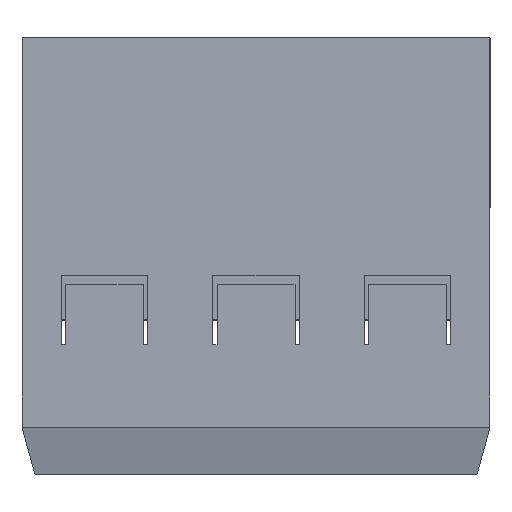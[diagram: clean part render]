
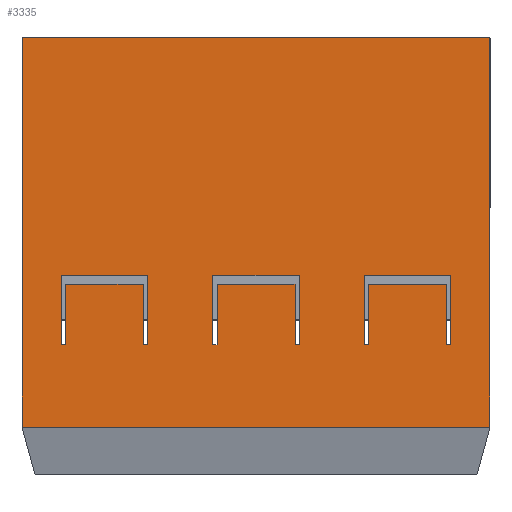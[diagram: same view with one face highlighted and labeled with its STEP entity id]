
A CAD part, top view. The second image highlights one B-rep face of the part: STEP entity #3335.
In plain terms, the highlighted face is planar.
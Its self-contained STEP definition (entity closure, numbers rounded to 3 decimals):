
#112=CARTESIAN_POINT('',(0.0,29.,-26.));
#113=VERTEX_POINT('',#112);
#114=CARTESIAN_POINT('',(0.0,43.,-26.));
#115=VERTEX_POINT('',#114);
#116=CARTESIAN_POINT('',(0.0,29.,-26.));
#117=DIRECTION('',(0.0,1.0,0.0));
#118=VECTOR('',#117,14.);
#119=LINE('',#116,#118);
#120=EDGE_CURVE('',#113,#115,#119,.T.);
#152=CARTESIAN_POINT('',(0.0,43.,-25.0));
#153=VERTEX_POINT('',#152);
#154=CARTESIAN_POINT('',(0.0,43.,-26.));
#155=DIRECTION('',(0.0,0.0,1.0));
#156=VECTOR('',#155,1.);
#157=LINE('',#154,#156);
#158=EDGE_CURVE('',#115,#153,#157,.T.);
#183=CARTESIAN_POINT('',(0.0,27.0,-25.0));
#184=VERTEX_POINT('',#183);
#185=CARTESIAN_POINT('',(0.0,43.,-25.0));
#186=DIRECTION('',(0.0,-1.0,0.0));
#187=VECTOR('',#186,16.);
#188=LINE('',#185,#187);
#189=EDGE_CURVE('',#153,#184,#188,.T.);
#214=CARTESIAN_POINT('',(0.0,29.,-44.0));
#215=VERTEX_POINT('',#214);
#216=CARTESIAN_POINT('',(0.0,29.,-44.0));
#217=DIRECTION('',(0.0,0.0,1.0));
#218=VECTOR('',#217,18.);
#219=LINE('',#216,#218);
#220=EDGE_CURVE('',#215,#113,#219,.T.);
#245=CARTESIAN_POINT('',(0.0,27.0,-45.0));
#246=VERTEX_POINT('',#245);
#247=CARTESIAN_POINT('',(0.0,43.,-45.0));
#248=VERTEX_POINT('',#247);
#249=CARTESIAN_POINT('',(0.0,27.0,-45.0));
#250=DIRECTION('',(0.0,1.0,0.0));
#251=VECTOR('',#250,16.);
#252=LINE('',#249,#251);
#253=EDGE_CURVE('',#246,#248,#252,.T.);
#285=CARTESIAN_POINT('',(0.0,43.,-44.0));
#286=VERTEX_POINT('',#285);
#287=CARTESIAN_POINT('',(0.0,43.,-45.0));
#288=DIRECTION('',(0.0,0.0,1.0));
#289=VECTOR('',#288,1.0);
#290=LINE('',#287,#289);
#291=EDGE_CURVE('',#248,#286,#290,.T.);
#316=CARTESIAN_POINT('',(0.0,43.,-44.0));
#317=DIRECTION('',(0.0,-1.0,0.0));
#318=VECTOR('',#317,14.);
#319=LINE('',#316,#318);
#320=EDGE_CURVE('',#286,#215,#319,.T.);
#338=CARTESIAN_POINT('',(0.0,29.,9.));
#339=VERTEX_POINT('',#338);
#340=CARTESIAN_POINT('',(0.0,43.,9.));
#341=VERTEX_POINT('',#340);
#342=CARTESIAN_POINT('',(0.0,29.,9.));
#343=DIRECTION('',(0.0,1.0,0.0));
#344=VECTOR('',#343,14.);
#345=LINE('',#342,#344);
#346=EDGE_CURVE('',#339,#341,#345,.T.);
#378=CARTESIAN_POINT('',(0.0,43.,10.0));
#379=VERTEX_POINT('',#378);
#380=CARTESIAN_POINT('',(0.0,43.,9.));
#381=DIRECTION('',(0.0,0.0,1.0));
#382=VECTOR('',#381,1.);
#383=LINE('',#380,#382);
#384=EDGE_CURVE('',#341,#379,#383,.T.);
#409=CARTESIAN_POINT('',(0.0,27.0,10.0));
#410=VERTEX_POINT('',#409);
#411=CARTESIAN_POINT('',(0.0,43.,10.0));
#412=DIRECTION('',(0.0,-1.0,0.0));
#413=VECTOR('',#412,16.);
#414=LINE('',#411,#413);
#415=EDGE_CURVE('',#379,#410,#414,.T.);
#440=CARTESIAN_POINT('',(0.0,29.,-9.));
#441=VERTEX_POINT('',#440);
#442=CARTESIAN_POINT('',(0.0,29.,-9.));
#443=DIRECTION('',(0.0,0.0,1.0));
#444=VECTOR('',#443,18.);
#445=LINE('',#442,#444);
#446=EDGE_CURVE('',#441,#339,#445,.T.);
#471=CARTESIAN_POINT('',(0.0,27.0,-10.0));
#472=VERTEX_POINT('',#471);
#473=CARTESIAN_POINT('',(0.0,43.,-10.0));
#474=VERTEX_POINT('',#473);
#475=CARTESIAN_POINT('',(0.0,27.0,-10.0));
#476=DIRECTION('',(0.0,1.0,0.0));
#477=VECTOR('',#476,16.);
#478=LINE('',#475,#477);
#479=EDGE_CURVE('',#472,#474,#478,.T.);
#511=CARTESIAN_POINT('',(0.0,43.,-9.));
#512=VERTEX_POINT('',#511);
#513=CARTESIAN_POINT('',(0.0,43.,-10.0));
#514=DIRECTION('',(0.0,0.0,1.0));
#515=VECTOR('',#514,1.);
#516=LINE('',#513,#515);
#517=EDGE_CURVE('',#474,#512,#516,.T.);
#542=CARTESIAN_POINT('',(0.0,43.,-9.));
#543=DIRECTION('',(0.0,-1.0,0.0));
#544=VECTOR('',#543,14.);
#545=LINE('',#542,#544);
#546=EDGE_CURVE('',#512,#441,#545,.T.);
#564=CARTESIAN_POINT('',(0.0,29.,44.0));
#565=VERTEX_POINT('',#564);
#566=CARTESIAN_POINT('',(0.0,43.,44.0));
#567=VERTEX_POINT('',#566);
#568=CARTESIAN_POINT('',(0.0,29.,44.0));
#569=DIRECTION('',(0.0,1.0,0.0));
#570=VECTOR('',#569,14.);
#571=LINE('',#568,#570);
#572=EDGE_CURVE('',#565,#567,#571,.T.);
#604=CARTESIAN_POINT('',(0.0,43.,45.0));
#605=VERTEX_POINT('',#604);
#606=CARTESIAN_POINT('',(0.0,43.,44.0));
#607=DIRECTION('',(0.0,0.0,1.0));
#608=VECTOR('',#607,1.0);
#609=LINE('',#606,#608);
#610=EDGE_CURVE('',#567,#605,#609,.T.);
#635=CARTESIAN_POINT('',(0.0,27.0,45.0));
#636=VERTEX_POINT('',#635);
#637=CARTESIAN_POINT('',(0.0,43.,45.0));
#638=DIRECTION('',(0.0,-1.0,0.0));
#639=VECTOR('',#638,16.);
#640=LINE('',#637,#639);
#641=EDGE_CURVE('',#605,#636,#640,.T.);
#666=CARTESIAN_POINT('',(0.0,29.,26.));
#667=VERTEX_POINT('',#666);
#668=CARTESIAN_POINT('',(0.0,29.,26.));
#669=DIRECTION('',(0.0,0.0,1.0));
#670=VECTOR('',#669,18.);
#671=LINE('',#668,#670);
#672=EDGE_CURVE('',#667,#565,#671,.T.);
#697=CARTESIAN_POINT('',(0.0,43.,26.));
#698=VERTEX_POINT('',#697);
#699=CARTESIAN_POINT('',(0.0,43.,26.));
#700=DIRECTION('',(0.0,-1.0,0.0));
#701=VECTOR('',#700,14.);
#702=LINE('',#699,#701);
#703=EDGE_CURVE('',#698,#667,#702,.T.);
#728=CARTESIAN_POINT('',(0.0,27.0,25.0));
#729=VERTEX_POINT('',#728);
#730=CARTESIAN_POINT('',(0.0,43.,25.0));
#731=VERTEX_POINT('',#730);
#732=CARTESIAN_POINT('',(0.0,27.0,25.0));
#733=DIRECTION('',(0.0,1.0,0.0));
#734=VECTOR('',#733,16.);
#735=LINE('',#732,#734);
#736=EDGE_CURVE('',#729,#731,#735,.T.);
#768=CARTESIAN_POINT('',(0.0,43.,25.0));
#769=DIRECTION('',(0.0,0.0,1.0));
#770=VECTOR('',#769,1.);
#771=LINE('',#768,#770);
#772=EDGE_CURVE('',#731,#698,#771,.T.);
#2711=CARTESIAN_POINT('',(0.0,62.0,54.0));
#2712=VERTEX_POINT('',#2711);
#2757=CARTESIAN_POINT('',(0.0,62.0,-54.0));
#2758=VERTEX_POINT('',#2757);
#2998=CARTESIAN_POINT('',(0.0,-28.,-54.0));
#2999=VERTEX_POINT('',#2998);
#3006=CARTESIAN_POINT('',(0.0,62.0,-54.0));
#3007=DIRECTION('',(0.0,-1.0,0.0));
#3008=VECTOR('',#3007,90.0);
#3009=LINE('',#3006,#3008);
#3010=EDGE_CURVE('',#2758,#2999,#3009,.T.);
#3045=CARTESIAN_POINT('',(0.0,-28.,54.0));
#3046=VERTEX_POINT('',#3045);
#3047=CARTESIAN_POINT('',(0.0,-28.0,54.0));
#3048=DIRECTION('',(0.0,1.0,0.0));
#3049=VECTOR('',#3048,90.0);
#3050=LINE('',#3047,#3049);
#3051=EDGE_CURVE('',#3046,#2712,#3050,.T.);
#3139=CARTESIAN_POINT('',(0.0,-28.,-54.0));
#3140=DIRECTION('',(0.0,0.0,1.0));
#3141=VECTOR('',#3140,108.0);
#3142=LINE('',#3139,#3141);
#3143=EDGE_CURVE('',#2999,#3046,#3142,.T.);
#3158=CARTESIAN_POINT('',(0.0,62.0,-54.0));
#3159=DIRECTION('',(0.0,0.0,1.0));
#3160=VECTOR('',#3159,108.0);
#3161=LINE('',#3158,#3160);
#3162=EDGE_CURVE('',#2758,#2712,#3161,.T.);
#3254=CARTESIAN_POINT('',(0.0,27.0,-25.0));
#3255=DIRECTION('',(0.0,0.0,-1.0));
#3256=VECTOR('',#3255,20.0);
#3257=LINE('',#3254,#3256);
#3258=EDGE_CURVE('',#184,#246,#3257,.T.);
#3263=CARTESIAN_POINT('',(0.0,27.0,10.0));
#3264=DIRECTION('',(0.0,0.0,-1.0));
#3265=VECTOR('',#3264,20.0);
#3266=LINE('',#3263,#3265);
#3267=EDGE_CURVE('',#410,#472,#3266,.T.);
#3272=CARTESIAN_POINT('',(0.0,27.0,45.0));
#3273=DIRECTION('',(0.0,0.0,-1.0));
#3274=VECTOR('',#3273,20.0);
#3275=LINE('',#3272,#3274);
#3276=EDGE_CURVE('',#636,#729,#3275,.T.);
#3294=CARTESIAN_POINT('',(0.0,0.0,0.0));
#3295=DIRECTION('',(-1.0,0.0,0.0));
#3296=DIRECTION('',(0.0,0.0,1.0));
#3297=AXIS2_PLACEMENT_3D('',#3294,#3295,#3296);
#3298=PLANE('',#3297);
#3299=ORIENTED_EDGE('',*,*,#3051,.T.);
#3300=ORIENTED_EDGE('',*,*,#3162,.F.);
#3301=ORIENTED_EDGE('',*,*,#3010,.T.);
#3302=ORIENTED_EDGE('',*,*,#3143,.T.);
#3303=EDGE_LOOP('',(#3299,#3300,#3301,#3302));
#3304=FACE_OUTER_BOUND('',#3303,.T.);
#3305=ORIENTED_EDGE('',*,*,#253,.T.);
#3306=ORIENTED_EDGE('',*,*,#291,.T.);
#3307=ORIENTED_EDGE('',*,*,#320,.T.);
#3308=ORIENTED_EDGE('',*,*,#220,.T.);
#3309=ORIENTED_EDGE('',*,*,#120,.T.);
#3310=ORIENTED_EDGE('',*,*,#158,.T.);
#3311=ORIENTED_EDGE('',*,*,#189,.T.);
#3312=ORIENTED_EDGE('',*,*,#3258,.T.);
#3313=EDGE_LOOP('',(#3305,#3306,#3307,#3308,#3309,#3310,#3311,#3312));
#3314=FACE_BOUND('',#3313,.T.);
#3315=ORIENTED_EDGE('',*,*,#479,.T.);
#3316=ORIENTED_EDGE('',*,*,#517,.T.);
#3317=ORIENTED_EDGE('',*,*,#546,.T.);
#3318=ORIENTED_EDGE('',*,*,#446,.T.);
#3319=ORIENTED_EDGE('',*,*,#346,.T.);
#3320=ORIENTED_EDGE('',*,*,#384,.T.);
#3321=ORIENTED_EDGE('',*,*,#415,.T.);
#3322=ORIENTED_EDGE('',*,*,#3267,.T.);
#3323=EDGE_LOOP('',(#3315,#3316,#3317,#3318,#3319,#3320,#3321,#3322));
#3324=FACE_BOUND('',#3323,.T.);
#3325=ORIENTED_EDGE('',*,*,#736,.T.);
#3326=ORIENTED_EDGE('',*,*,#772,.T.);
#3327=ORIENTED_EDGE('',*,*,#703,.T.);
#3328=ORIENTED_EDGE('',*,*,#672,.T.);
#3329=ORIENTED_EDGE('',*,*,#572,.T.);
#3330=ORIENTED_EDGE('',*,*,#610,.T.);
#3331=ORIENTED_EDGE('',*,*,#641,.T.);
#3332=ORIENTED_EDGE('',*,*,#3276,.T.);
#3333=EDGE_LOOP('',(#3325,#3326,#3327,#3328,#3329,#3330,#3331,#3332));
#3334=FACE_BOUND('',#3333,.T.);
#3335=ADVANCED_FACE('',(#3304,#3314,#3324,#3334),#3298,.T.);
